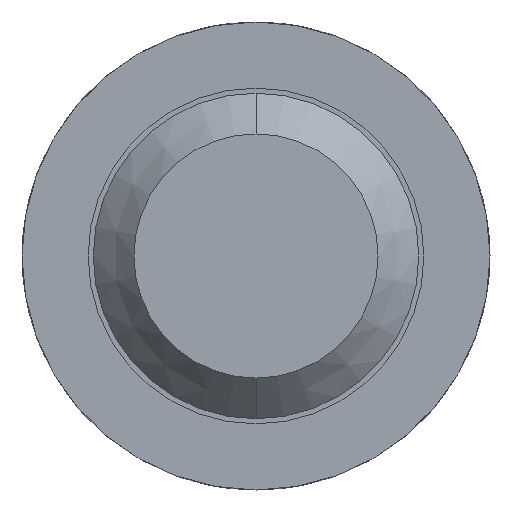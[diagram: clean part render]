
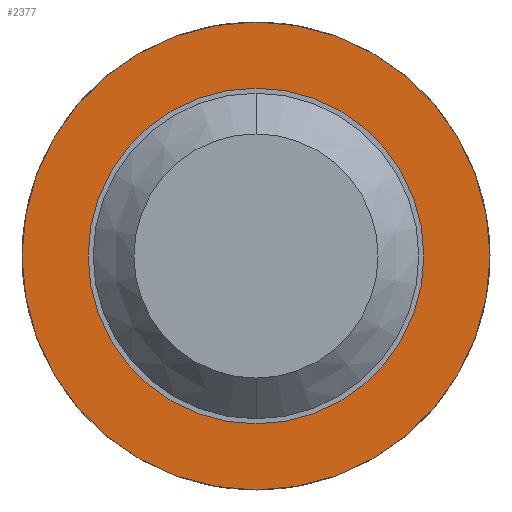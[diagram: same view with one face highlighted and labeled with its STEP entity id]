
A CAD part, front view. The second image highlights one B-rep face of the part: STEP entity #2377.
In plain terms, the highlighted planar face has unit normal (0, -1, 0).
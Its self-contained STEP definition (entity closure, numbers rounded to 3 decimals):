
#25 = DIRECTION ( 'NONE',  ( 0., 1., 0. ) ) ;
#148 = CIRCLE ( 'NONE', #3121, 0.825 ) ;
#314 = CARTESIAN_POINT ( 'NONE',  ( 0., -1.5, 0.825 ) ) ;
#318 = VERTEX_POINT ( 'NONE', #1708 ) ;
#453 = DIRECTION ( 'NONE',  ( 0., 0., 1. ) ) ;
#568 = DIRECTION ( 'NONE',  ( 0., 0., 1. ) ) ;
#632 = CARTESIAN_POINT ( 'NONE',  ( 0., -1.5, 1.15 ) ) ;
#1145 = ORIENTED_EDGE ( 'NONE', *, *, #4126, .T. ) ;
#1151 = DIRECTION ( 'NONE',  ( 0., 0., 1. ) ) ;
#1161 = CARTESIAN_POINT ( 'NONE',  ( 0., -1.5, 0. ) ) ;
#1230 = EDGE_LOOP ( 'NONE', ( #2097, #2524 ) ) ;
#1412 = ORIENTED_EDGE ( 'NONE', *, *, #3351, .T. ) ;
#1514 = CARTESIAN_POINT ( 'NONE',  ( 0., -1.5, 0. ) ) ;
#1562 = DIRECTION ( 'NONE',  ( 0., 1., 0. ) ) ;
#1708 = CARTESIAN_POINT ( 'NONE',  ( 0., -1.5, -0.825 ) ) ;
#1914 = DIRECTION ( 'NONE',  ( 0., 0., 1. ) ) ;
#2018 = CARTESIAN_POINT ( 'NONE',  ( 0.825, -1.5, 0. ) ) ;
#2097 = ORIENTED_EDGE ( 'NONE', *, *, #4538, .F. ) ;
#2198 = DIRECTION ( 'NONE',  ( 0., 1., 0. ) ) ;
#2327 = DIRECTION ( 'NONE',  ( 0., 1., 0. ) ) ;
#2377 = ADVANCED_FACE ( 'Defeature ausgef�hrt9_49', ( #2946, #3711 ), #2452, .F. ) ;
#2452 = PLANE ( 'NONE',  #4603 ) ;
#2465 = CIRCLE ( 'NONE', #3493, 0.825 ) ;
#2470 = CARTESIAN_POINT ( 'NONE',  ( 0., -1.5, 0. ) ) ;
#2524 = ORIENTED_EDGE ( 'NONE', *, *, #2831, .F. ) ;
#2611 = AXIS2_PLACEMENT_3D ( 'NONE', #1161, #2327, #1914 ) ;
#2752 = CIRCLE ( 'NONE', #4522, 1.15 ) ;
#2788 = CIRCLE ( 'NONE', #2611, 1.15 ) ;
#2831 = EDGE_CURVE ( 'Defeature ausgef�hrt9_43+Defeature ausgef�hrt9_49+Defeature ausgef�hrt9_49+Defeature ausgef�hrt9_49', #3582, #3673, #2752, .T. ) ;
#2913 = VERTEX_POINT ( 'NONE', #314 ) ;
#2946 = FACE_OUTER_BOUND ( 'NONE', #1230, .T. ) ;
#3121 = AXIS2_PLACEMENT_3D ( 'NONE', #1514, #25, #1151 ) ;
#3251 = CARTESIAN_POINT ( 'NONE',  ( 0., -1.5, -1.15 ) ) ;
#3351 = EDGE_CURVE ( 'Defeature ausgef�hrt9_49+Defeature ausgef�hrt9_48+Defeature ausgef�hrt9_48+Defeature ausgef�hrt9_48', #318, #2913, #2465, .T. ) ;
#3493 = AXIS2_PLACEMENT_3D ( 'NONE', #4783, #2198, #568 ) ;
#3553 = DIRECTION ( 'NONE',  ( 0., 0., 1. ) ) ;
#3582 = VERTEX_POINT ( 'NONE', #3251 ) ;
#3673 = VERTEX_POINT ( 'NONE', #632 ) ;
#3711 = FACE_BOUND ( 'NONE', #3831, .T. ) ;
#3831 = EDGE_LOOP ( 'NONE', ( #1145, #1412 ) ) ;
#4126 = EDGE_CURVE ( 'Defeature ausgef�hrt9_49+Defeature ausgef�hrt9_48+Defeature ausgef�hrt9_48+Defeature ausgef�hrt9_48', #2913, #318, #148, .T. ) ;
#4522 = AXIS2_PLACEMENT_3D ( 'NONE', #2470, #1562, #453 ) ;
#4538 = EDGE_CURVE ( 'Defeature ausgef�hrt9_43+Defeature ausgef�hrt9_49+Defeature ausgef�hrt9_49+Defeature ausgef�hrt9_49', #3673, #3582, #2788, .T. ) ;
#4603 = AXIS2_PLACEMENT_3D ( 'NONE', #2018, #4638, #3553 ) ;
#4638 = DIRECTION ( 'NONE',  ( 0., 1., 0. ) ) ;
#4783 = CARTESIAN_POINT ( 'NONE',  ( 0., -1.5, 0. ) ) ;
